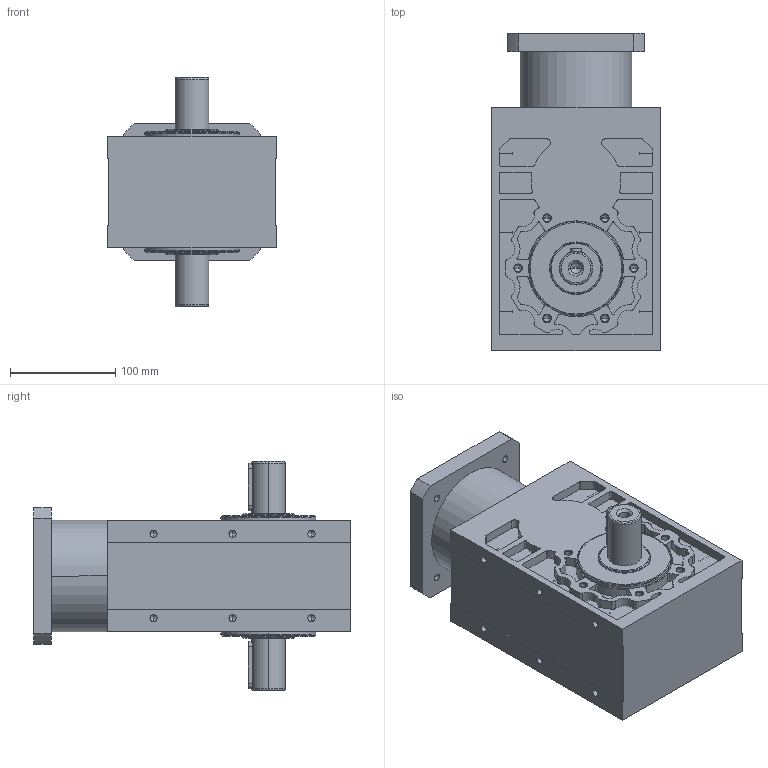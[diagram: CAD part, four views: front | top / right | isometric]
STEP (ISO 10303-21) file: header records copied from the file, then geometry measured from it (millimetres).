
FILE_DESCRIPTION((''),'2;1');
FILE_NAME('AT160-S1-130','2022-06-29T10:54:31',('Administrator'),(''),'CREO PARAMETRIC BY PTC INC, 2019010','CREO PARAMETRIC BY PTC INC, 2019010','');
FILE_SCHEMA(('CONFIG_CONTROL_DESIGN'));
Length unit declared in the file: millimetre
Products named in the file (1): AT160-S1-130
Bounding box: 160 x 301 x 218 mm (x, y, z)
Volume: 4396273 mm3; surface area: 280202.4 mm2
Topology: 1 solids, 1 shells, 564 faces, 1672 edges, 1116 vertices
Faces by surface type: cylinder 304, plane 156, cone 80, torus 24
Entity records: 19420 total; most frequent: DIRECTION 3620, CARTESIAN_POINT 3594, ORIENTED_EDGE 3240, EDGE_CURVE 1620, AXIS2_PLACEMENT_3D 1444, VERTEX_POINT 1116, CIRCLE 880, VECTOR 732
